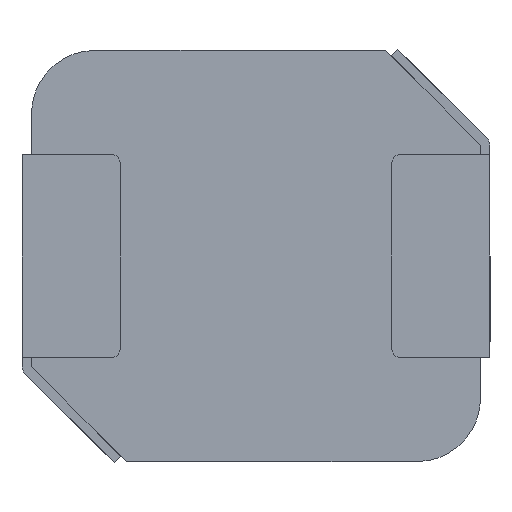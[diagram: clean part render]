
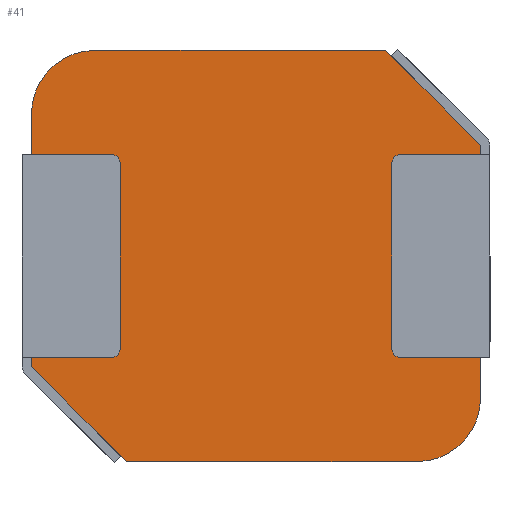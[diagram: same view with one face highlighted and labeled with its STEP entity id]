
A CAD part, front view. The second image highlights one B-rep face of the part: STEP entity #41.
In plain terms, the highlighted planar face has unit normal (0, -1, 0).
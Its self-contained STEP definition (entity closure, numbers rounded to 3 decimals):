
#30 = DIRECTION ( 'NONE',  ( 0.707, 0., -0.707 ) ) ;
#41 = ADVANCED_FACE ( 'NONE', ( #1386 ), #848, .T. ) ;
#44 = CARTESIAN_POINT ( 'NONE',  ( 3.55, 0., 1.75 ) ) ;
#108 = DIRECTION ( 'NONE',  ( -1., 0., 0. ) ) ;
#133 = LINE ( 'NONE', #1148, #970 ) ;
#191 = VECTOR ( 'NONE', #1129, 1000. ) ;
#192 = VECTOR ( 'NONE', #108, 1000. ) ;
#287 = CARTESIAN_POINT ( 'NONE',  ( 3.55, 0., -2.25 ) ) ;
#325 = CIRCLE ( 'NONE', #974, 1. ) ;
#359 = CARTESIAN_POINT ( 'NONE',  ( -2.55, 0., 3.25 ) ) ;
#401 = ORIENTED_EDGE ( 'NONE', *, *, #1207, .T. ) ;
#402 = EDGE_CURVE ( 'NONE', #891, #1185, #1281, .T. ) ;
#430 = CARTESIAN_POINT ( 'NONE',  ( -3.55, 0., 3.25 ) ) ;
#444 = ORIENTED_EDGE ( 'NONE', *, *, #959, .T. ) ;
#501 = ORIENTED_EDGE ( 'NONE', *, *, #1378, .F. ) ;
#562 = LINE ( 'NONE', #430, #191 ) ;
#569 = DIRECTION ( 'NONE',  ( 0., -1., 0. ) ) ;
#676 = CARTESIAN_POINT ( 'NONE',  ( 3.55, 0., 3.25 ) ) ;
#709 = EDGE_CURVE ( 'NONE', #1647, #1160, #1449, .T. ) ;
#713 = DIRECTION ( 'NONE',  ( 0., -1., 0. ) ) ;
#727 = ORIENTED_EDGE ( 'NONE', *, *, #1180, .F. ) ;
#848 = PLANE ( 'NONE',  #859 ) ;
#859 = AXIS2_PLACEMENT_3D ( 'NONE', #1259, #1397, #1252 ) ;
#882 = AXIS2_PLACEMENT_3D ( 'NONE', #989, #713, #1142 ) ;
#888 = VECTOR ( 'NONE', #942, 1000. ) ;
#891 = VERTEX_POINT ( 'NONE', #44 ) ;
#940 = VERTEX_POINT ( 'NONE', #1179 ) ;
#942 = DIRECTION ( 'NONE',  ( 0., 0., 1. ) ) ;
#959 = EDGE_CURVE ( 'NONE', #940, #1160, #1804, .T. ) ;
#970 = VECTOR ( 'NONE', #1580, 1000. ) ;
#974 = AXIS2_PLACEMENT_3D ( 'NONE', #1145, #569, #1671 ) ;
#989 = CARTESIAN_POINT ( 'NONE',  ( 2.55, 0., -2.25 ) ) ;
#1001 = CARTESIAN_POINT ( 'NONE',  ( -2.05, 0., -3.25 ) ) ;
#1010 = ORIENTED_EDGE ( 'NONE', *, *, #1656, .T. ) ;
#1031 = VERTEX_POINT ( 'NONE', #359 ) ;
#1093 = CARTESIAN_POINT ( 'NONE',  ( -3.55, 0., 3.25 ) ) ;
#1118 = EDGE_CURVE ( 'NONE', #1647, #1185, #1486, .T. ) ;
#1129 = DIRECTION ( 'NONE',  ( 1., 0., 0. ) ) ;
#1142 = DIRECTION ( 'NONE',  ( 0., 0., -1. ) ) ;
#1145 = CARTESIAN_POINT ( 'NONE',  ( -2.55, 0., 2.25 ) ) ;
#1148 = CARTESIAN_POINT ( 'NONE',  ( 2.65, 0., 2.65 ) ) ;
#1160 = VERTEX_POINT ( 'NONE', #1001 ) ;
#1179 = CARTESIAN_POINT ( 'NONE',  ( -3.55, 0., -1.75 ) ) ;
#1180 = EDGE_CURVE ( 'NONE', #1031, #1483, #562, .T. ) ;
#1185 = VERTEX_POINT ( 'NONE', #287 ) ;
#1205 = EDGE_LOOP ( 'NONE', ( #1266, #1619, #1539, #1010, #727, #401, #501, #444 ) ) ;
#1207 = EDGE_CURVE ( 'NONE', #1031, #1768, #325, .T. ) ;
#1234 = CARTESIAN_POINT ( 'NONE',  ( -3.55, 0., 2.25 ) ) ;
#1245 = DIRECTION ( 'NONE',  ( 0., 0., -1. ) ) ;
#1252 = DIRECTION ( 'NONE',  ( 0., 0., -1. ) ) ;
#1259 = CARTESIAN_POINT ( 'NONE',  ( 0., 0., 0. ) ) ;
#1266 = ORIENTED_EDGE ( 'NONE', *, *, #709, .F. ) ;
#1281 = LINE ( 'NONE', #676, #1319 ) ;
#1319 = VECTOR ( 'NONE', #1245, 1000. ) ;
#1372 = VECTOR ( 'NONE', #30, 1000. ) ;
#1378 = EDGE_CURVE ( 'NONE', #940, #1768, #1506, .T. ) ;
#1386 = FACE_OUTER_BOUND ( 'NONE', #1205, .T. ) ;
#1397 = DIRECTION ( 'NONE',  ( 0., -1., 0. ) ) ;
#1449 = LINE ( 'NONE', #1802, #192 ) ;
#1462 = CARTESIAN_POINT ( 'NONE',  ( -2.65, 0., -2.65 ) ) ;
#1483 = VERTEX_POINT ( 'NONE', #1563 ) ;
#1486 = CIRCLE ( 'NONE', #882, 1. ) ;
#1506 = LINE ( 'NONE', #1093, #888 ) ;
#1539 = ORIENTED_EDGE ( 'NONE', *, *, #402, .F. ) ;
#1563 = CARTESIAN_POINT ( 'NONE',  ( 2.05, 0., 3.25 ) ) ;
#1580 = DIRECTION ( 'NONE',  ( -0.707, 0., 0.707 ) ) ;
#1619 = ORIENTED_EDGE ( 'NONE', *, *, #1118, .T. ) ;
#1647 = VERTEX_POINT ( 'NONE', #1732 ) ;
#1656 = EDGE_CURVE ( 'NONE', #891, #1483, #133, .T. ) ;
#1671 = DIRECTION ( 'NONE',  ( 0., 0., -1. ) ) ;
#1732 = CARTESIAN_POINT ( 'NONE',  ( 2.55, 0., -3.25 ) ) ;
#1768 = VERTEX_POINT ( 'NONE', #1234 ) ;
#1802 = CARTESIAN_POINT ( 'NONE',  ( -3.55, 0., -3.25 ) ) ;
#1804 = LINE ( 'NONE', #1462, #1372 ) ;
